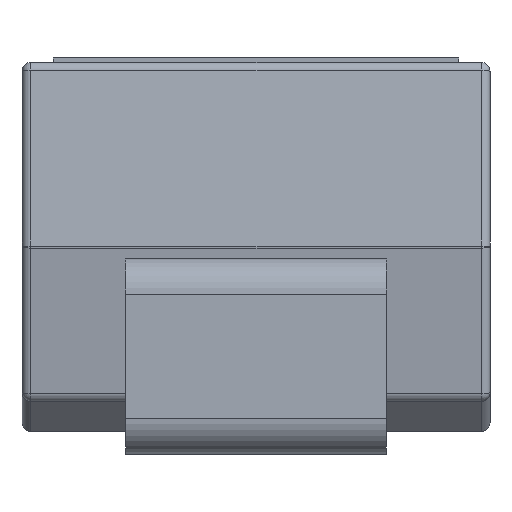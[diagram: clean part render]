
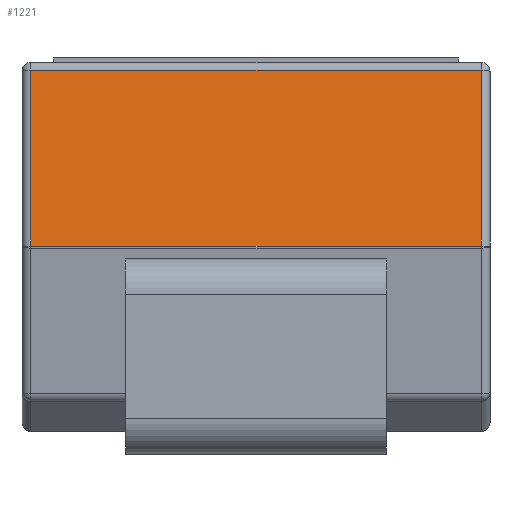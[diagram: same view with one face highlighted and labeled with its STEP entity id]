
A CAD part, left-side view. The second image highlights one B-rep face of the part: STEP entity #1221.
In plain terms, the highlighted planar face has unit normal (-0.994, 0, 0.111).
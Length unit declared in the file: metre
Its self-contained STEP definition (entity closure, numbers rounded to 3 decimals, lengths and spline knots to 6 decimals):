
#198=ORIENTED_EDGE('',*,*,#542,.T.);
#199=ORIENTED_EDGE('',*,*,#543,.T.);
#200=ORIENTED_EDGE('',*,*,#544,.T.);
#201=ORIENTED_EDGE('',*,*,#545,.T.);
#542=EDGE_CURVE('',#716,#717,#824,.F.);
#543=EDGE_CURVE('',#717,#718,#825,.F.);
#544=EDGE_CURVE('',#718,#719,#826,.T.);
#545=EDGE_CURVE('',#719,#716,#827,.F.);
#716=VERTEX_POINT('',#2008);
#717=VERTEX_POINT('',#2009);
#718=VERTEX_POINT('',#2011);
#719=VERTEX_POINT('',#2013);
#824=LINE('',#2007,#942);
#825=LINE('',#2010,#943);
#826=LINE('',#2012,#944);
#827=LINE('',#2014,#945);
#942=VECTOR('',#1565,1.);
#943=VECTOR('',#1566,1.);
#944=VECTOR('',#1567,1.);
#945=VECTOR('',#1568,1.);
#1021=EDGE_LOOP('',(#198,#199,#200,#201));
#1103=FACE_BOUND('',#1021,.T.);
#1185=PLANE('',#1350);
#1221=ADVANCED_FACE('',(#1103),#1185,.T.);
#1350=AXIS2_PLACEMENT_3D('',#2006,#1563,#1564);
#1563=DIRECTION('',(-0.994,0.,0.111));
#1564=DIRECTION('',(0.,1.,0.));
#1565=DIRECTION('',(0.,-1.,0.));
#1566=DIRECTION('',(0.111,0.,0.994));
#1567=DIRECTION('',(0.,-1.,0.));
#1568=DIRECTION('',(-0.111,0.,-0.994));
#2006=CARTESIAN_POINT('',(-0.002035,0.,0.00218));
#2007=CARTESIAN_POINT('',(-0.00204,0.,0.002136));
#2008=CARTESIAN_POINT('',(-0.00204,-0.001253,0.002136));
#2009=CARTESIAN_POINT('',(-0.00204,0.001253,0.002136));
#2010=CARTESIAN_POINT('',(-0.002035,0.001253,0.00218));
#2011=CARTESIAN_POINT('',(-0.002149,0.001253,0.001158));
#2012=CARTESIAN_POINT('',(-0.002149,0.,0.001158));
#2013=CARTESIAN_POINT('',(-0.002149,-0.001253,0.001158));
#2014=CARTESIAN_POINT('',(-0.002035,-0.001253,0.00218));
